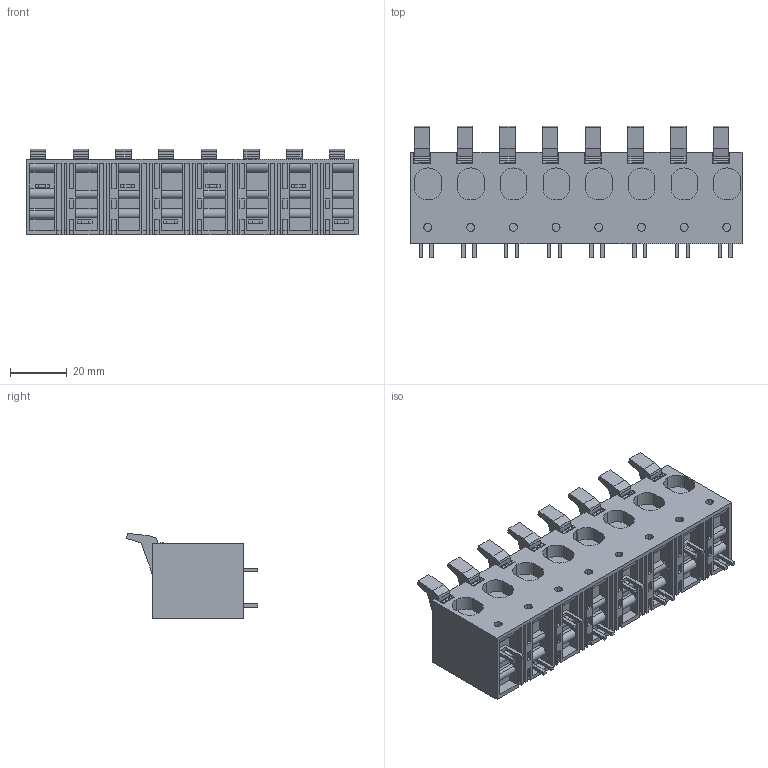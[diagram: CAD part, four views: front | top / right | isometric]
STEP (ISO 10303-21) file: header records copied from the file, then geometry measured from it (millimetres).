
FILE_DESCRIPTION(('CATIA V5R24 STEP','CAx-IF Rec.Pracs.--- Model Styling and Organization---1.2---2011-12-15'),'2;1');
FILE_NAME ('D1462842_0', '2017-06-27T06:55:57+00:00', ('Weidmueller Interface'), ('Weidmueller'), 'CATIA Version 5-6 Release 2014 SP4 HF52', 'CATIA V5 STEP AP214', 'none');
FILE_SCHEMA(('AUTOMOTIVE_DESIGN { 1 0 10303 214 1 1 1 1 }'));
Length unit declared in the file: millimetre
Products named in the file (1): 2492060000
Bounding box: 116.58 x 46.24 x 29.9 mm (x, y, z)
Volume: 78966 mm3; surface area: 36454.7 mm2
Topology: 17 solids, 17 shells, 827 faces, 2265 edges, 1524 vertices
Faces by surface type: plane 729, cylinder 98
Entity records: 24867 total; most frequent: ORIENTED_EDGE 4530, CARTESIAN_POINT 4392, DIRECTION 3231, EDGE_CURVE 2265, VECTOR 2069, LINE 2069, VERTEX_POINT 1524, EDGE_LOOP 879
